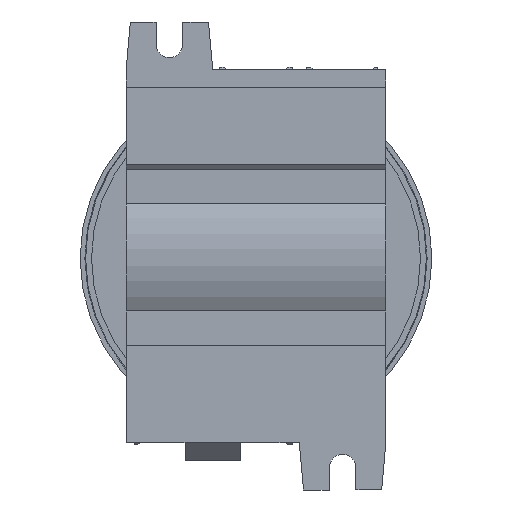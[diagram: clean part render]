
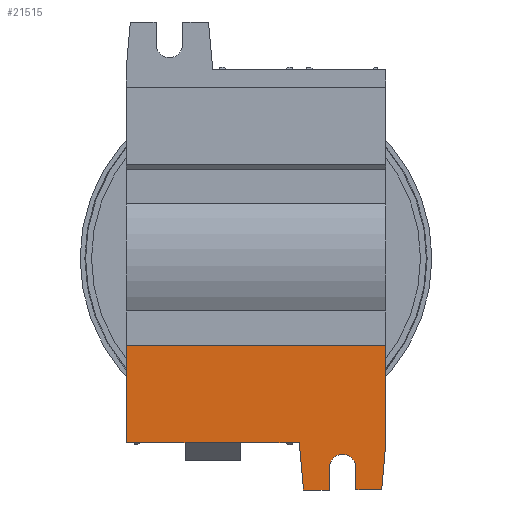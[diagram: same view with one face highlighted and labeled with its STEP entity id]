
A CAD part, left-side view. The second image highlights one B-rep face of the part: STEP entity #21515.
In plain terms, the highlighted planar face has unit normal (-1, 0, 0).
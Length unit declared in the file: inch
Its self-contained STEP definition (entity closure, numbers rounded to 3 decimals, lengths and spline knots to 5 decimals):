
#117 = CARTESIAN_POINT ( 'NONE',  ( -5.9618, 6.80862, -0.61099 ) ) ;
#129 = VERTEX_POINT ( 'NONE', #117 ) ;
#372 = FACE_OUTER_BOUND ( 'NONE', #20495, .T. ) ;
#540 = EDGE_CURVE ( 'NONE', #3167, #23016, #15842, .T. ) ;
#562 = CARTESIAN_POINT ( 'NONE',  ( -5.9618, 5.19248, -0.98894 ) ) ;
#575 = LINE ( 'NONE', #18581, #882 ) ;
#809 = EDGE_CURVE ( 'NONE', #3718, #1275, #7009, .T. ) ;
#817 = CIRCLE ( 'NONE', #21225, 0.1063 ) ;
#882 = VECTOR ( 'NONE', #14861, 39.37008 ) ;
#1275 = VERTEX_POINT ( 'NONE', #2922 ) ;
#1540 = EDGE_CURVE ( 'NONE', #5772, #18306, #817, .T. ) ;
#1832 = DIRECTION ( 'NONE',  ( 0., 0., 1. ) ) ;
#1914 = LINE ( 'NONE', #12900, #6738 ) ;
#2143 = DIRECTION ( 'NONE',  ( 0., -1., 0. ) ) ;
#2426 = EDGE_CURVE ( 'NONE', #3707, #22934, #2466, .T. ) ;
#2466 = LINE ( 'NONE', #13667, #7816 ) ;
#2642 = ORIENTED_EDGE ( 'NONE', *, *, #14129, .T. ) ;
#2800 = DIRECTION ( 'NONE',  ( 0., 1., 0. ) ) ;
#2884 = VERTEX_POINT ( 'NONE', #23464 ) ;
#2922 = CARTESIAN_POINT ( 'NONE',  ( -5.9618, 4.74169, 0.16263 ) ) ;
#3167 = VERTEX_POINT ( 'NONE', #16360 ) ;
#3179 = CARTESIAN_POINT ( 'NONE',  ( -5.9618, 4.70035, 0.16263 ) ) ;
#3294 = CARTESIAN_POINT ( 'NONE',  ( -5.9618, 6.77122, -0.61099 ) ) ;
#3638 = EDGE_CURVE ( 'NONE', #3167, #6116, #15754, .T. ) ;
#3689 = CARTESIAN_POINT ( 'NONE',  ( -5.9618, 5.19248, -0.61099 ) ) ;
#3707 = VERTEX_POINT ( 'NONE', #18001 ) ;
#3718 = VERTEX_POINT ( 'NONE', #19790 ) ;
#3736 = DIRECTION ( 'NONE',  ( 0., 1., 0. ) ) ;
#3996 = CARTESIAN_POINT ( 'NONE',  ( -5.9618, 6.77122, -0.98894 ) ) ;
#4017 = DIRECTION ( 'NONE',  ( 0., 0., 1. ) ) ;
#4100 = CARTESIAN_POINT ( 'NONE',  ( -5.9618, 5.08618, -0.81178 ) ) ;
#4214 = CARTESIAN_POINT ( 'NONE',  ( -5.9618, 5.3976, -0.98894 ) ) ;
#4763 = VECTOR ( 'NONE', #2143, 39.37008 ) ;
#4930 = ORIENTED_EDGE ( 'NONE', *, *, #12654, .T. ) ;
#5037 = AXIS2_PLACEMENT_3D ( 'NONE', #3294, #6995, #23065 ) ;
#5236 = CARTESIAN_POINT ( 'NONE',  ( -5.9618, 5.08618, -0.70548 ) ) ;
#5315 = ORIENTED_EDGE ( 'NONE', *, *, #1540, .T. ) ;
#5419 = CARTESIAN_POINT ( 'NONE',  ( -5.9618, 4.74169, -0.61099 ) ) ;
#5772 = VERTEX_POINT ( 'NONE', #16077 ) ;
#5898 = ORIENTED_EDGE ( 'NONE', *, *, #11869, .T. ) ;
#6116 = VERTEX_POINT ( 'NONE', #4214 ) ;
#6300 = DIRECTION ( 'NONE',  ( 0., 0., -1. ) ) ;
#6385 = AXIS2_PLACEMENT_3D ( 'NONE', #16993, #22875, #12183 ) ;
#6738 = VECTOR ( 'NONE', #3736, 39.37008 ) ;
#6995 = DIRECTION ( 'NONE',  ( -1., 0., 0. ) ) ;
#7009 = LINE ( 'NONE', #3179, #4763 ) ;
#7226 = ORIENTED_EDGE ( 'NONE', *, *, #7332, .T. ) ;
#7332 = EDGE_CURVE ( 'NONE', #6116, #9931, #14633, .T. ) ;
#7816 = VECTOR ( 'NONE', #6300, 39.37008 ) ;
#8047 = LINE ( 'NONE', #15591, #23348 ) ;
#8578 = PLANE ( 'NONE',  #5037 ) ;
#9391 = ORIENTED_EDGE ( 'NONE', *, *, #540, .F. ) ;
#9683 = CARTESIAN_POINT ( 'NONE',  ( -5.9618, 4.77476, -0.98894 ) ) ;
#9779 = ORIENTED_EDGE ( 'NONE', *, *, #19723, .T. ) ;
#9790 = VECTOR ( 'NONE', #13097, 39.37008 ) ;
#9874 = DIRECTION ( 'NONE',  ( 0., 0., 1. ) ) ;
#9931 = VERTEX_POINT ( 'NONE', #562 ) ;
#10521 = VECTOR ( 'NONE', #16019, 39.37008 ) ;
#10566 = CIRCLE ( 'NONE', #6385, 0.1063 ) ;
#11792 = ORIENTED_EDGE ( 'NONE', *, *, #13754, .T. ) ;
#11869 = EDGE_CURVE ( 'NONE', #22934, #22193, #13653, .T. ) ;
#12183 = DIRECTION ( 'NONE',  ( 0., 0., 1. ) ) ;
#12508 = CARTESIAN_POINT ( 'NONE',  ( -5.9618, 5.43067, -0.61099 ) ) ;
#12654 = EDGE_CURVE ( 'NONE', #9931, #5772, #18747, .T. ) ;
#12759 = VERTEX_POINT ( 'NONE', #5419 ) ;
#12900 = CARTESIAN_POINT ( 'NONE',  ( -5.9618, 5.77516, -0.61099 ) ) ;
#13097 = DIRECTION ( 'NONE',  ( 0., -1., 0. ) ) ;
#13233 = CARTESIAN_POINT ( 'NONE',  ( -5.9618, 4.97988, -0.98894 ) ) ;
#13653 = LINE ( 'NONE', #17678, #10521 ) ;
#13667 = CARTESIAN_POINT ( 'NONE',  ( -5.9618, 4.97988, -0.61099 ) ) ;
#13754 = EDGE_CURVE ( 'NONE', #22193, #12759, #21800, .T. ) ;
#13755 = ORIENTED_EDGE ( 'NONE', *, *, #20155, .T. ) ;
#14129 = EDGE_CURVE ( 'NONE', #2884, #23016, #575, .T. ) ;
#14514 = DIRECTION ( 'NONE',  ( 0., -0.087, -0.996 ) ) ;
#14633 = LINE ( 'NONE', #3996, #9790 ) ;
#14861 = DIRECTION ( 'NONE',  ( 0., -1., 0. ) ) ;
#15591 = CARTESIAN_POINT ( 'NONE',  ( -5.9618, 6.80862, -0.61099 ) ) ;
#15613 = VECTOR ( 'NONE', #16371, 39.37008 ) ;
#15754 = LINE ( 'NONE', #12508, #18858 ) ;
#15842 = LINE ( 'NONE', #19088, #16122 ) ;
#16019 = DIRECTION ( 'NONE',  ( 0., -1., 0. ) ) ;
#16077 = CARTESIAN_POINT ( 'NONE',  ( -5.9618, 5.19248, -0.81178 ) ) ;
#16122 = VECTOR ( 'NONE', #2800, 39.37008 ) ;
#16216 = DIRECTION ( 'NONE',  ( 1., 0., 0. ) ) ;
#16360 = CARTESIAN_POINT ( 'NONE',  ( -5.9618, 5.43067, -0.61099 ) ) ;
#16371 = DIRECTION ( 'NONE',  ( 0., -0.087, 0.996 ) ) ;
#16454 = ORIENTED_EDGE ( 'NONE', *, *, #3638, .T. ) ;
#16527 = ORIENTED_EDGE ( 'NONE', *, *, #18860, .F. ) ;
#16811 = CARTESIAN_POINT ( 'NONE',  ( -5.9618, 5.89917, -0.61099 ) ) ;
#16993 = CARTESIAN_POINT ( 'NONE',  ( -5.9618, 5.08618, -0.81178 ) ) ;
#17678 = CARTESIAN_POINT ( 'NONE',  ( -5.9618, 6.77122, -0.98894 ) ) ;
#18001 = CARTESIAN_POINT ( 'NONE',  ( -5.9618, 4.97988, -0.81178 ) ) ;
#18189 = ORIENTED_EDGE ( 'NONE', *, *, #18450, .F. ) ;
#18306 = VERTEX_POINT ( 'NONE', #5236 ) ;
#18450 = EDGE_CURVE ( 'NONE', #2884, #129, #1914, .T. ) ;
#18581 = CARTESIAN_POINT ( 'NONE',  ( -5.9618, 6.77122, -0.61099 ) ) ;
#18747 = LINE ( 'NONE', #3689, #21823 ) ;
#18858 = VECTOR ( 'NONE', #14514, 39.37008 ) ;
#18860 = EDGE_CURVE ( 'NONE', #129, #3718, #8047, .T. ) ;
#19088 = CARTESIAN_POINT ( 'NONE',  ( -5.9618, 5.77516, -0.61099 ) ) ;
#19723 = EDGE_CURVE ( 'NONE', #18306, #3707, #10566, .T. ) ;
#19790 = CARTESIAN_POINT ( 'NONE',  ( -5.9618, 6.80862, 0.16263 ) ) ;
#19826 = CARTESIAN_POINT ( 'NONE',  ( -5.9618, 4.77476, -0.98894 ) ) ;
#20155 = EDGE_CURVE ( 'NONE', #12759, #1275, #22452, .T. ) ;
#20495 = EDGE_LOOP ( 'NONE', ( #5898, #11792, #13755, #21581, #16527, #18189, #2642, #9391, #16454, #7226, #4930, #5315, #9779, #20705 ) ) ;
#20705 = ORIENTED_EDGE ( 'NONE', *, *, #2426, .T. ) ;
#21225 = AXIS2_PLACEMENT_3D ( 'NONE', #4100, #16216, #4017 ) ;
#21515 = ADVANCED_FACE ( 'NONE', ( #372 ), #8578, .T. ) ;
#21581 = ORIENTED_EDGE ( 'NONE', *, *, #809, .F. ) ;
#21800 = LINE ( 'NONE', #19826, #15613 ) ;
#21823 = VECTOR ( 'NONE', #23390, 39.37008 ) ;
#22193 = VERTEX_POINT ( 'NONE', #9683 ) ;
#22452 = LINE ( 'NONE', #23429, #23021 ) ;
#22875 = DIRECTION ( 'NONE',  ( 1., 0., 0. ) ) ;
#22934 = VERTEX_POINT ( 'NONE', #13233 ) ;
#23016 = VERTEX_POINT ( 'NONE', #16811 ) ;
#23021 = VECTOR ( 'NONE', #1832, 39.37008 ) ;
#23065 = DIRECTION ( 'NONE',  ( 0., -1., 0. ) ) ;
#23348 = VECTOR ( 'NONE', #9874, 39.37008 ) ;
#23390 = DIRECTION ( 'NONE',  ( 0., 0., 1. ) ) ;
#23429 = CARTESIAN_POINT ( 'NONE',  ( -5.9618, 4.74169, -0.61099 ) ) ;
#23464 = CARTESIAN_POINT ( 'NONE',  ( -5.9618, 6.34012, -0.61099 ) ) ;
